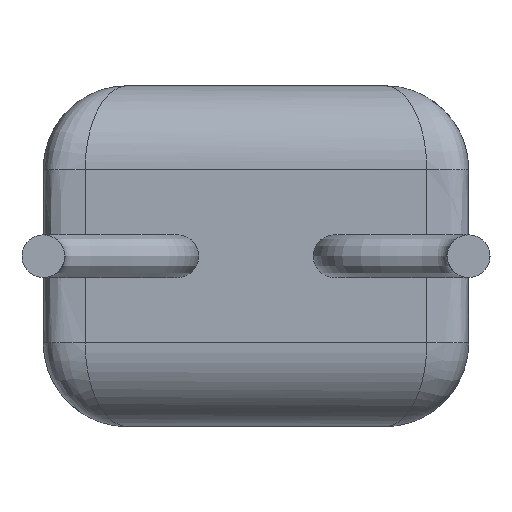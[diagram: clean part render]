
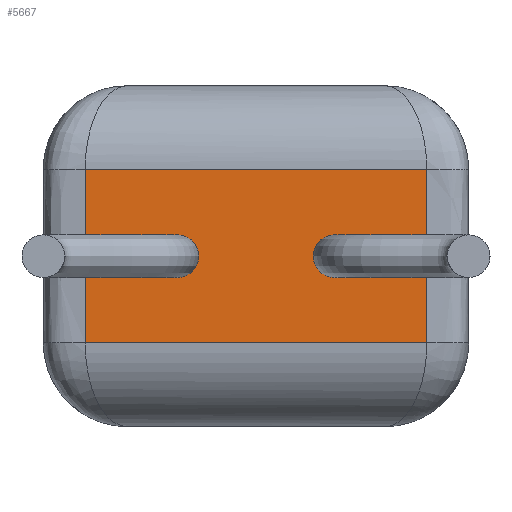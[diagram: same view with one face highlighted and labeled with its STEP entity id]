
A CAD part, front view. The second image highlights one B-rep face of the part: STEP entity #5667.
In plain terms, the highlighted planar face has unit normal (0, -1, 0).
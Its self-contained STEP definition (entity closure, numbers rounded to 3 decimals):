
#106 = VERTEX_POINT ( 'NONE', #5806 ) ;
#169 = DIRECTION ( 'NONE',  ( 0., 0., 1. ) ) ;
#197 = VERTEX_POINT ( 'NONE', #5461 ) ;
#222 = CARTESIAN_POINT ( 'NONE',  ( 0.5, 0., 1. ) ) ;
#270 = EDGE_LOOP ( 'NONE', ( #4482, #3461, #2719, #4773 ) ) ;
#271 = CIRCLE ( 'NONE', #1729, 0.255 ) ;
#301 = VECTOR ( 'NONE', #2590, 1000. ) ;
#381 = FACE_BOUND ( 'NONE', #2227, .T. ) ;
#433 = DIRECTION ( 'NONE',  ( 0., 0., -1. ) ) ;
#833 = B_SPLINE_CURVE_WITH_KNOTS ( 'NONE', 3,
 ( #6461, #3405, #1306, #222 ),
 .UNSPECIFIED., .F., .F.,
 ( 4, 4 ),
 ( 0.246, 0.754 ),
 .UNSPECIFIED. ) ;
#937 = CARTESIAN_POINT ( 'NONE',  ( 1.6, 0., 2.035 ) ) ;
#1246 = EDGE_CURVE ( 'NONE', #3200, #3331, #1751, .T. ) ;
#1306 = CARTESIAN_POINT ( 'NONE',  ( 0.5, 0., 1.69 ) ) ;
#1377 = AXIS2_PLACEMENT_3D ( 'NONE', #3951, #3552, #433 ) ;
#1673 = CARTESIAN_POINT ( 'NONE',  ( 3.48, 0., 1.78 ) ) ;
#1729 = AXIS2_PLACEMENT_3D ( 'NONE', #4590, #4521, #6435 ) ;
#1751 = CIRCLE ( 'NONE', #6536, 0.255 ) ;
#2030 = CARTESIAN_POINT ( 'NONE',  ( 4.58, 0., 1. ) ) ;
#2133 = VERTEX_POINT ( 'NONE', #6250 ) ;
#2227 = EDGE_LOOP ( 'NONE', ( #4722, #5905 ) ) ;
#2590 = DIRECTION ( 'NONE',  ( 1., 0., 0. ) ) ;
#2660 = CARTESIAN_POINT ( 'NONE',  ( 0., 0., 3.07 ) ) ;
#2719 = ORIENTED_EDGE ( 'NONE', *, *, #5359, .T. ) ;
#2746 = B_SPLINE_CURVE_WITH_KNOTS ( 'NONE', 3,
 ( #2030, #5584, #6156, #5685 ),
 .UNSPECIFIED., .F., .F.,
 ( 4, 4 ),
 ( 0.246, 0.754 ),
 .UNSPECIFIED. ) ;
#2814 = CARTESIAN_POINT ( 'NONE',  ( 0., 0., 4.07 ) ) ;
#2882 = CARTESIAN_POINT ( 'NONE',  ( 0.5, 0., 3.07 ) ) ;
#3150 = FACE_BOUND ( 'NONE', #6231, .T. ) ;
#3177 = AXIS2_PLACEMENT_3D ( 'NONE', #2814, #5861, #169 ) ;
#3192 = DIRECTION ( 'NONE',  ( -1., 0., 0. ) ) ;
#3200 = VERTEX_POINT ( 'NONE', #1673 ) ;
#3212 = CIRCLE ( 'NONE', #3296, 0.255 ) ;
#3280 = CARTESIAN_POINT ( 'NONE',  ( 1.6, 0., 1.78 ) ) ;
#3290 = PLANE ( 'NONE',  #3177 ) ;
#3294 = CIRCLE ( 'NONE', #1377, 0.255 ) ;
#3296 = AXIS2_PLACEMENT_3D ( 'NONE', #937, #6043, #3489 ) ;
#3331 = VERTEX_POINT ( 'NONE', #4898 ) ;
#3405 = CARTESIAN_POINT ( 'NONE',  ( 0.5, 0., 2.38 ) ) ;
#3414 = CARTESIAN_POINT ( 'NONE',  ( 1.6, 0., 2.29 ) ) ;
#3461 = ORIENTED_EDGE ( 'NONE', *, *, #5205, .T. ) ;
#3468 = EDGE_CURVE ( 'NONE', #4938, #4553, #3212, .T. ) ;
#3489 = DIRECTION ( 'NONE',  ( 0., 0., 1. ) ) ;
#3552 = DIRECTION ( 'NONE',  ( 0., 1., 0. ) ) ;
#3756 = ORIENTED_EDGE ( 'NONE', *, *, #6193, .F. ) ;
#3951 = CARTESIAN_POINT ( 'NONE',  ( 3.48, 0., 2.035 ) ) ;
#4482 = ORIENTED_EDGE ( 'NONE', *, *, #6415, .T. ) ;
#4513 = FACE_OUTER_BOUND ( 'NONE', #270, .T. ) ;
#4521 = DIRECTION ( 'NONE',  ( 0., -1., 0. ) ) ;
#4545 = CARTESIAN_POINT ( 'NONE',  ( 3.48, 0., 2.035 ) ) ;
#4553 = VERTEX_POINT ( 'NONE', #3280 ) ;
#4567 = DIRECTION ( 'NONE',  ( 0., 1., 0. ) ) ;
#4590 = CARTESIAN_POINT ( 'NONE',  ( 1.6, 0., 2.035 ) ) ;
#4722 = ORIENTED_EDGE ( 'NONE', *, *, #6623, .T. ) ;
#4773 = ORIENTED_EDGE ( 'NONE', *, *, #5587, .T. ) ;
#4898 = CARTESIAN_POINT ( 'NONE',  ( 3.48, 0., 2.29 ) ) ;
#4938 = VERTEX_POINT ( 'NONE', #3414 ) ;
#5076 = LINE ( 'NONE', #2660, #5875 ) ;
#5117 = CARTESIAN_POINT ( 'NONE',  ( 4.58, 0., 1. ) ) ;
#5205 = EDGE_CURVE ( 'NONE', #197, #2133, #6134, .T. ) ;
#5359 = EDGE_CURVE ( 'NONE', #2133, #106, #2746, .T. ) ;
#5363 = ORIENTED_EDGE ( 'NONE', *, *, #3468, .F. ) ;
#5461 = CARTESIAN_POINT ( 'NONE',  ( 0.5, 0., 1. ) ) ;
#5584 = CARTESIAN_POINT ( 'NONE',  ( 4.58, 0., 1.69 ) ) ;
#5587 = EDGE_CURVE ( 'NONE', #106, #6217, #5076, .T. ) ;
#5624 = DIRECTION ( 'NONE',  ( 0., 0., -1. ) ) ;
#5667 = ADVANCED_FACE ( 'NONE', ( #381, #4513, #3150 ), #3290, .F. ) ;
#5685 = CARTESIAN_POINT ( 'NONE',  ( 4.58, 0., 3.07 ) ) ;
#5806 = CARTESIAN_POINT ( 'NONE',  ( 4.58, 0., 3.07 ) ) ;
#5861 = DIRECTION ( 'NONE',  ( 0., 1., 0. ) ) ;
#5875 = VECTOR ( 'NONE', #3192, 1000. ) ;
#5905 = ORIENTED_EDGE ( 'NONE', *, *, #1246, .T. ) ;
#6043 = DIRECTION ( 'NONE',  ( 0., -1., 0. ) ) ;
#6134 = LINE ( 'NONE', #5117, #301 ) ;
#6156 = CARTESIAN_POINT ( 'NONE',  ( 4.58, 0., 2.38 ) ) ;
#6193 = EDGE_CURVE ( 'NONE', #4553, #4938, #271, .T. ) ;
#6217 = VERTEX_POINT ( 'NONE', #2882 ) ;
#6231 = EDGE_LOOP ( 'NONE', ( #5363, #3756 ) ) ;
#6250 = CARTESIAN_POINT ( 'NONE',  ( 4.58, 0., 1. ) ) ;
#6415 = EDGE_CURVE ( 'NONE', #6217, #197, #833, .T. ) ;
#6435 = DIRECTION ( 'NONE',  ( 0., 0., 1. ) ) ;
#6461 = CARTESIAN_POINT ( 'NONE',  ( 0.5, 0., 3.07 ) ) ;
#6536 = AXIS2_PLACEMENT_3D ( 'NONE', #4545, #4567, #5624 ) ;
#6623 = EDGE_CURVE ( 'NONE', #3331, #3200, #3294, .T. ) ;
